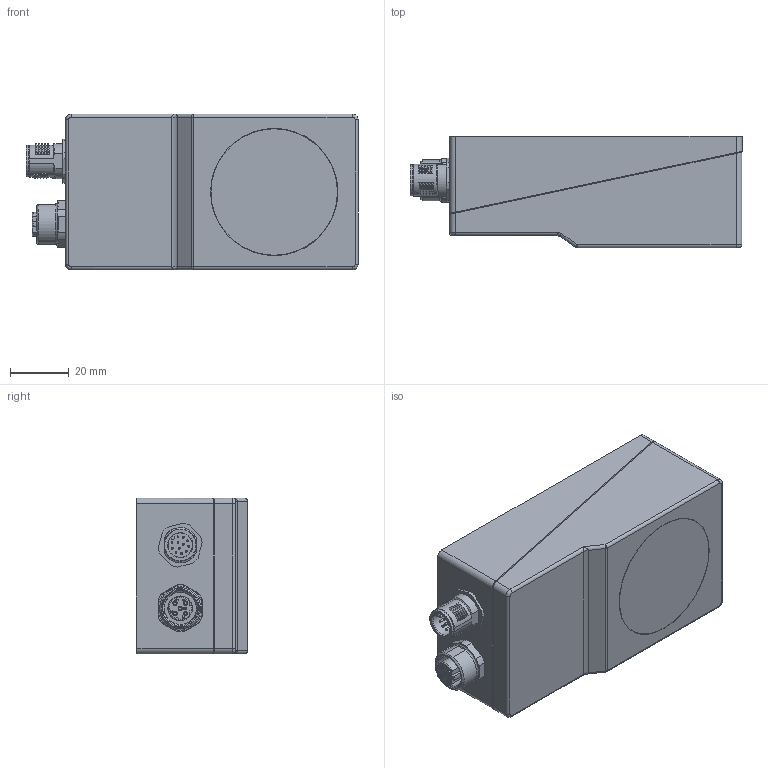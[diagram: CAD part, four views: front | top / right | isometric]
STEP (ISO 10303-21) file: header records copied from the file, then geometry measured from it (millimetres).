
FILE_DESCRIPTION(/* description */ (''),/* implementation_level */ '2;1');
FILE_NAME(/* name */ 'OC539320.stp',/* time_stamp */ '2016-10-06T16:17:30+02:00',/* author */ ('mitarbeiter'),/* organization */ (''),/* preprocessor_version */ 'ST-DEVELOPER v15.2',/* originating_system */ 'Autodesk Inventor 2014',/* authorisation */ '');
FILE_SCHEMA (('AUTOMOTIVE_DESIGN { 1 0 10303 214 3 1 1 }'));
Length unit declared in the file: millimetre
Products named in the file (1): OC539320
Bounding box: 112.94 x 38 x 53 mm (x, y, z)
Volume: 194227.1 mm3; surface area: 27328.6 mm2
Topology: 3 solids, 3 shells, 757 faces, 1972 edges, 1305 vertices
Faces by surface type: plane 457, cylinder 134, bspline 111, cone 33, sphere 14, torus 8
Full cylindrical faces by diameter (mm): 0.63 x12, 1 x5, 1.5 x5, 3.242 x4, 6.4 x1, 6.6 x1, 7.79 x1, 8.25 x1, 8.38 x1, 8.4 x1, 8.8 x1, 8.9 x1, 8.98 x1, 10.627 x1, 10.7 x1, 11 x1, 12 x1, 20 x1, 43 x1
Entity records: 31112 total; most frequent: CARTESIAN_POINT 13893, ORIENTED_EDGE 3628, DIRECTION 3147, EDGE_CURVE 1814, VERTEX_POINT 1236, LINE 1227, VECTOR 1227, AXIS2_PLACEMENT_3D 960
